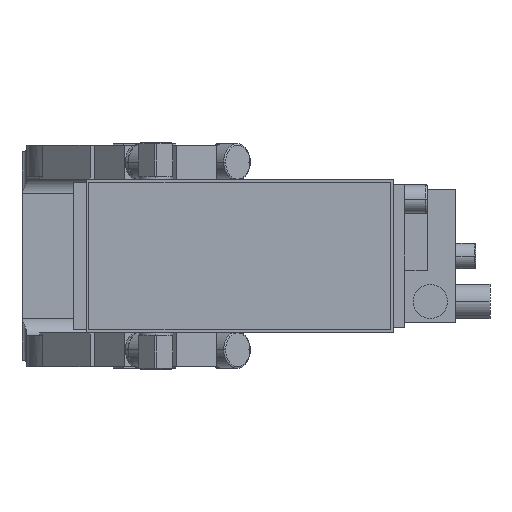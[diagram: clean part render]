
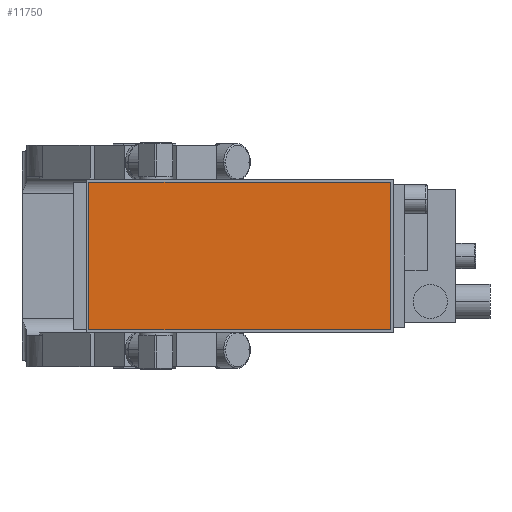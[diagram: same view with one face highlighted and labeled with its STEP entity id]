
A CAD part, left-side view. The second image highlights one B-rep face of the part: STEP entity #11750.
In plain terms, the highlighted planar face has unit normal (-1, 0, 0).
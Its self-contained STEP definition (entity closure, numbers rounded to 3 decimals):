
#11742=AXIS2_PLACEMENT_3D('Plane Axis2P3D',#11739,#11740,#11741) ;
#11085=CARTESIAN_POINT('Vertex',(-302.5,19.5,-26.)) ;
#11092=CARTESIAN_POINT('Vertex',(-302.5,-86.5,-26.)) ;
#11095=CARTESIAN_POINT('Line Origine',(-302.5,-33.5,-26.)) ;
#11116=CARTESIAN_POINT('Vertex',(-302.5,-86.5,26.)) ;
#11119=CARTESIAN_POINT('Line Origine',(-302.5,-86.5,0.)) ;
#11158=CARTESIAN_POINT('Vertex',(-302.5,19.5,26.)) ;
#11161=CARTESIAN_POINT('Line Origine',(-302.5,-33.5,26.)) ;
#11178=CARTESIAN_POINT('Line Origine',(-302.5,19.5,0.)) ;
#11739=CARTESIAN_POINT('Axis2P3D Location',(-302.5,0.,0.)) ;
#11096=DIRECTION('Vector Direction',(0.,-1.,0.)) ;
#11120=DIRECTION('Vector Direction',(0.,0.,1.)) ;
#11162=DIRECTION('Vector Direction',(0.,1.,0.)) ;
#11179=DIRECTION('Vector Direction',(0.,0.,-1.)) ;
#11740=DIRECTION('Axis2P3D Direction',(-1.,0.,0.)) ;
#11741=DIRECTION('Axis2P3D XDirection',(0.,-1.,0.)) ;
#11097=VECTOR('Line Direction',#11096,1.) ;
#11121=VECTOR('Line Direction',#11120,1.) ;
#11163=VECTOR('Line Direction',#11162,1.) ;
#11180=VECTOR('Line Direction',#11179,1.) ;
#11745=ORIENTED_EDGE('',*,*,#11099,.T.) ;
#11746=ORIENTED_EDGE('',*,*,#11123,.T.) ;
#11747=ORIENTED_EDGE('',*,*,#11165,.T.) ;
#11748=ORIENTED_EDGE('',*,*,#11182,.T.) ;
#11750=ADVANCED_FACE('V_V2_63_1_BR2_Z_A00_T12_TUENKERS',(#11749),#11743,.T.) ;
#11099=EDGE_CURVE('',#11086,#11093,#11098,.T.) ;
#11123=EDGE_CURVE('',#11093,#11117,#11122,.T.) ;
#11165=EDGE_CURVE('',#11117,#11159,#11164,.T.) ;
#11182=EDGE_CURVE('',#11159,#11086,#11181,.T.) ;
#11744=EDGE_LOOP('',(#11745,#11746,#11747,#11748)) ;
#11749=FACE_OUTER_BOUND('',#11744,.T.) ;
#11098=LINE('Line',#11095,#11097) ;
#11122=LINE('Line',#11119,#11121) ;
#11164=LINE('Line',#11161,#11163) ;
#11181=LINE('Line',#11178,#11180) ;
#11743=PLANE('Plane',#11742) ;
#11086=VERTEX_POINT('',#11085) ;
#11093=VERTEX_POINT('',#11092) ;
#11117=VERTEX_POINT('',#11116) ;
#11159=VERTEX_POINT('',#11158) ;
